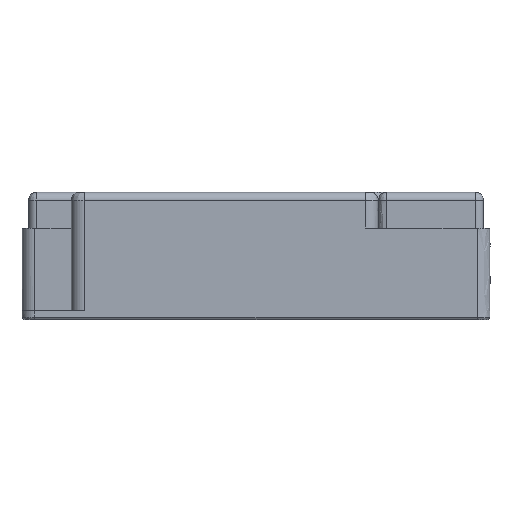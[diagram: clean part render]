
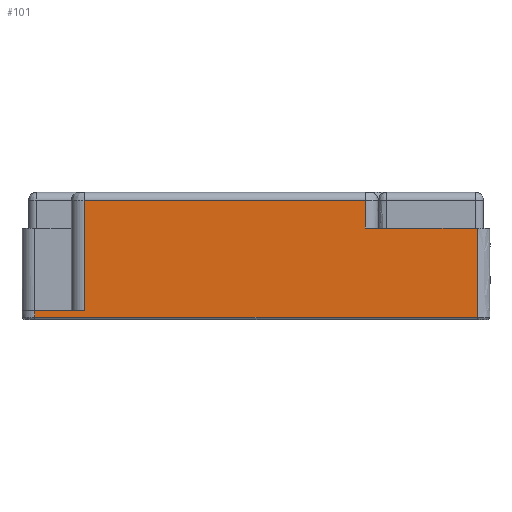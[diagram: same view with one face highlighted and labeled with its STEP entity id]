
A CAD part, front view. The second image highlights one B-rep face of the part: STEP entity #101.
In plain terms, the highlighted planar face has unit normal (0, -1, 0).
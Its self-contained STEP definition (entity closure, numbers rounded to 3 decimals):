
#101=ADVANCED_FACE('',(#287),#2989,.T.);
#287=FACE_OUTER_BOUND('',#473,.T.);
#473=EDGE_LOOP('',(#989,#990,#991,#992,#993,#994,#995,#996));
#989=ORIENTED_EDGE('',*,*,#1763,.F.);
#990=ORIENTED_EDGE('',*,*,#1769,.T.);
#991=ORIENTED_EDGE('',*,*,#1770,.T.);
#992=ORIENTED_EDGE('',*,*,#1771,.T.);
#993=ORIENTED_EDGE('',*,*,#1772,.T.);
#994=ORIENTED_EDGE('',*,*,#1773,.T.);
#995=ORIENTED_EDGE('',*,*,#1774,.T.);
#996=ORIENTED_EDGE('',*,*,#1766,.F.);
#1763=EDGE_CURVE('',#2681,#2678,#2362,.T.);
#1766=EDGE_CURVE('',#2678,#2683,#2363,.T.);
#1769=EDGE_CURVE('',#2681,#2685,#2365,.T.);
#1770=EDGE_CURVE('',#2685,#2686,#2366,.T.);
#1771=EDGE_CURVE('',#2686,#2687,#2367,.T.);
#1772=EDGE_CURVE('',#2687,#2688,#2368,.T.);
#1773=EDGE_CURVE('',#2688,#2689,#2369,.T.);
#1774=EDGE_CURVE('',#2689,#2683,#2370,.T.);
#2362=B_SPLINE_CURVE_WITH_KNOTS('',1,(#6131,#6132),.UNSPECIFIED.,.F.,.F.,
(2,2),(0.,17.5),.UNSPECIFIED.);
#2363=B_SPLINE_CURVE_WITH_KNOTS('',1,(#6139,#6140),.UNSPECIFIED.,.F.,.F.,
(2,2),(0.,87.),.UNSPECIFIED.);
#2365=B_SPLINE_CURVE_WITH_KNOTS('',1,(#6146,#6147),.UNSPECIFIED.,.F.,.F.,
(2,2),(0.,22.),.UNSPECIFIED.);
#2366=B_SPLINE_CURVE_WITH_KNOTS('',1,(#6148,#6149),.UNSPECIFIED.,.F.,.F.,
(2,2),(0.,5.5),.UNSPECIFIED.);
#2367=B_SPLINE_CURVE_WITH_KNOTS('',1,(#6150,#6151),.UNSPECIFIED.,.F.,.F.,
(2,2),(0.,55.3),.UNSPECIFIED.);
#2368=B_SPLINE_CURVE_WITH_KNOTS('',1,(#6152,#6153),.UNSPECIFIED.,.F.,.F.,
(2,2),(0.,21.8),.UNSPECIFIED.);
#2369=B_SPLINE_CURVE_WITH_KNOTS('',1,(#6154,#6155),.UNSPECIFIED.,.F.,.F.,
(2,2),(0.,9.7),.UNSPECIFIED.);
#2370=B_SPLINE_CURVE_WITH_KNOTS('',1,(#6156,#6157),.UNSPECIFIED.,.F.,.F.,
(2,2),(0.,1.2),.UNSPECIFIED.);
#2678=VERTEX_POINT('',#5918);
#2681=VERTEX_POINT('',#5921);
#2683=VERTEX_POINT('',#5923);
#2685=VERTEX_POINT('',#5925);
#2686=VERTEX_POINT('',#5926);
#2687=VERTEX_POINT('',#5927);
#2688=VERTEX_POINT('',#5928);
#2689=VERTEX_POINT('',#5929);
#2989=PLANE('',#3107);
#3107=AXIS2_PLACEMENT_3D('',#4674,#3208,$);
#3208=DIRECTION('',(0.,-1.,0.));
#4674=CARTESIAN_POINT('',(-52.269,-17.945,25.812));
#5918=CARTESIAN_POINT('',(43.443,-17.945,0.5));
#5921=CARTESIAN_POINT('',(43.443,-17.945,18.));
#5923=CARTESIAN_POINT('',(-43.557,-17.945,0.5));
#5925=CARTESIAN_POINT('',(21.443,-17.945,18.));
#5926=CARTESIAN_POINT('',(21.443,-17.945,23.5));
#5927=CARTESIAN_POINT('',(-33.857,-17.945,23.5));
#5928=CARTESIAN_POINT('',(-33.857,-17.945,1.7));
#5929=CARTESIAN_POINT('',(-43.557,-17.945,1.7));
#6131=CARTESIAN_POINT('',(43.443,-17.945,18.));
#6132=CARTESIAN_POINT('',(43.443,-17.945,0.5));
#6139=CARTESIAN_POINT('',(43.443,-17.945,0.5));
#6140=CARTESIAN_POINT('',(-43.557,-17.945,0.5));
#6146=CARTESIAN_POINT('',(43.443,-17.945,18.));
#6147=CARTESIAN_POINT('',(21.443,-17.945,18.));
#6148=CARTESIAN_POINT('',(21.443,-17.945,18.));
#6149=CARTESIAN_POINT('',(21.443,-17.945,23.5));
#6150=CARTESIAN_POINT('',(21.443,-17.945,23.5));
#6151=CARTESIAN_POINT('',(-33.857,-17.945,23.5));
#6152=CARTESIAN_POINT('',(-33.857,-17.945,23.5));
#6153=CARTESIAN_POINT('',(-33.857,-17.945,1.7));
#6154=CARTESIAN_POINT('',(-33.857,-17.945,1.7));
#6155=CARTESIAN_POINT('',(-43.557,-17.945,1.7));
#6156=CARTESIAN_POINT('',(-43.557,-17.945,1.7));
#6157=CARTESIAN_POINT('',(-43.557,-17.945,0.5));
